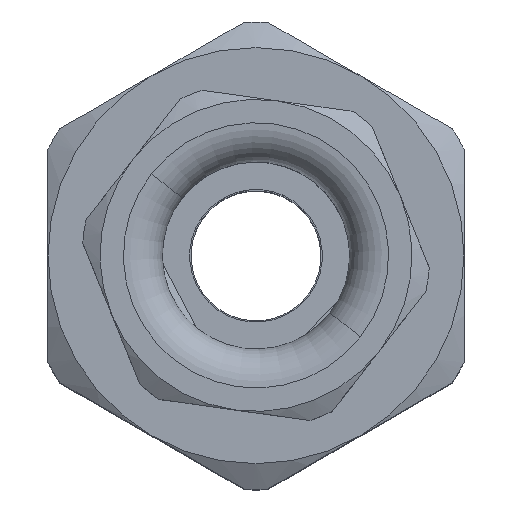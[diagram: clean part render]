
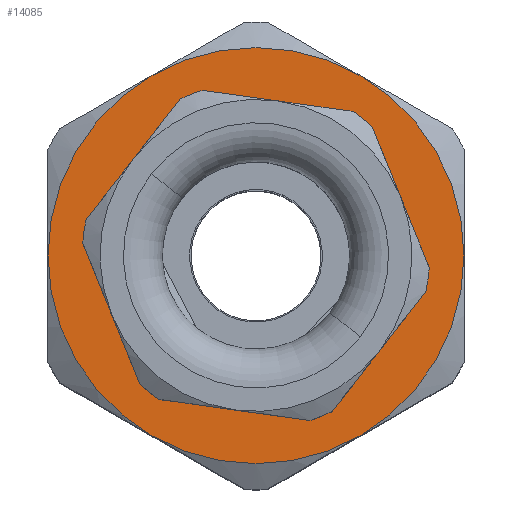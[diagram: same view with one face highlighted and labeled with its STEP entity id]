
A CAD part, top view. The second image highlights one B-rep face of the part: STEP entity #14085.
In plain terms, the highlighted planar face has unit normal (0, 0, 1).
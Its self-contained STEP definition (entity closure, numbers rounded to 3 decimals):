
#9 = CARTESIAN_POINT ( 'NONE',  ( -24.771, 4.69, 27.859 ) ) ;
#105 = AXIS2_PLACEMENT_3D ( 'NONE', #23372, #57601, #35357 ) ;
#1130 = DIRECTION ( 'NONE',  ( 0., 0., 1. ) ) ;
#1251 = DIRECTION ( 'NONE',  ( 1., 0., 0. ) ) ;
#1423 = EDGE_CURVE ( 'NONE', #47249, #44739, #1767, .T. ) ;
#1767 = CIRCLE ( 'NONE', #11027, 16. ) ;
#1776 = AXIS2_PLACEMENT_3D ( 'NONE', #18053, #1130, #14535 ) ;
#2739 = EDGE_CURVE ( 'NONE', #22480, #48624, #11060, .T. ) ;
#2839 = CIRCLE ( 'NONE', #42035, 16. ) ;
#3174 = CIRCLE ( 'NONE', #33957, 11.5 ) ;
#3437 = CARTESIAN_POINT ( 'NONE',  ( -40.771, 32.403, 27.859 ) ) ;
#3895 = DIRECTION ( 'NONE',  ( 1., 0., 0. ) ) ;
#3944 = CARTESIAN_POINT ( 'NONE',  ( -48.771, 18.546, 27.859 ) ) ;
#5352 = FACE_BOUND ( 'NONE', #45972, .T. ) ;
#6355 = DIRECTION ( 'NONE',  ( 0., 0., 1. ) ) ;
#7914 = DIRECTION ( 'NONE',  ( 0., 0., -1. ) ) ;
#8471 = ORIENTED_EDGE ( 'NONE', *, *, #8699, .T. ) ;
#8699 = EDGE_CURVE ( 'NONE', #44739, #46343, #39911, .T. ) ;
#9132 = CARTESIAN_POINT ( 'NONE',  ( -32.771, 18.546, 27.859 ) ) ;
#10833 = CARTESIAN_POINT ( 'NONE',  ( -32.771, 18.546, 27.859 ) ) ;
#11027 = AXIS2_PLACEMENT_3D ( 'NONE', #46426, #6355, #28268 ) ;
#11060 = CIRCLE ( 'NONE', #31639, 11.5 ) ;
#11844 = EDGE_LOOP ( 'NONE', ( #33285, #12667, #56813, #51624, #53112, #8471 ) ) ;
#12667 = ORIENTED_EDGE ( 'NONE', *, *, #32713, .T. ) ;
#13071 = AXIS2_PLACEMENT_3D ( 'NONE', #9132, #44828, #54186 ) ;
#14085 = ADVANCED_FACE ( 'NONE', ( #5352, #40135 ), #26960, .T. ) ;
#14535 = DIRECTION ( 'NONE',  ( 1., 0., 0. ) ) ;
#14718 = AXIS2_PLACEMENT_3D ( 'NONE', #50747, #23245, #32001 ) ;
#15268 = EDGE_CURVE ( 'NONE', #41356, #23669, #53311, .T. ) ;
#15934 = AXIS2_PLACEMENT_3D ( 'NONE', #10833, #41287, #1251 ) ;
#16173 = CARTESIAN_POINT ( 'NONE',  ( -32.771, 18.546, 27.859 ) ) ;
#16660 = CIRCLE ( 'NONE', #1776, 16. ) ;
#17276 = CARTESIAN_POINT ( 'NONE',  ( -40.771, 4.69, 27.859 ) ) ;
#18053 = CARTESIAN_POINT ( 'NONE',  ( -32.771, 18.546, 27.859 ) ) ;
#18186 = DIRECTION ( 'NONE',  ( 0., 0., 1. ) ) ;
#21842 = ORIENTED_EDGE ( 'NONE', *, *, #2739, .T. ) ;
#22480 = VERTEX_POINT ( 'NONE', #49896 ) ;
#23245 = DIRECTION ( 'NONE',  ( 0., 0., 1. ) ) ;
#23372 = CARTESIAN_POINT ( 'NONE',  ( -32.771, 18.546, 27.859 ) ) ;
#23669 = VERTEX_POINT ( 'NONE', #3437 ) ;
#26960 = PLANE ( 'NONE',  #13071 ) ;
#28268 = DIRECTION ( 'NONE',  ( 1., 0., 0. ) ) ;
#29610 = DIRECTION ( 'NONE',  ( 0., 0., -1. ) ) ;
#30720 = EDGE_CURVE ( 'NONE', #46343, #33232, #2839, .T. ) ;
#31639 = AXIS2_PLACEMENT_3D ( 'NONE', #16173, #29610, #3895 ) ;
#32001 = DIRECTION ( 'NONE',  ( 1., 0., 0. ) ) ;
#32713 = EDGE_CURVE ( 'NONE', #33232, #41356, #33660, .T. ) ;
#33232 = VERTEX_POINT ( 'NONE', #36319 ) ;
#33285 = ORIENTED_EDGE ( 'NONE', *, *, #30720, .T. ) ;
#33660 = CIRCLE ( 'NONE', #105, 16. ) ;
#33957 = AXIS2_PLACEMENT_3D ( 'NONE', #38899, #7914, #40579 ) ;
#35357 = DIRECTION ( 'NONE',  ( 1., 0., 0. ) ) ;
#35735 = DIRECTION ( 'NONE',  ( 1., 0., 0. ) ) ;
#36319 = CARTESIAN_POINT ( 'NONE',  ( -16.771, 18.546, 27.859 ) ) ;
#37338 = CARTESIAN_POINT ( 'NONE',  ( -24.771, 32.403, 27.859 ) ) ;
#38899 = CARTESIAN_POINT ( 'NONE',  ( -32.771, 18.546, 27.859 ) ) ;
#39822 = CARTESIAN_POINT ( 'NONE',  ( -32.771, 18.546, 27.859 ) ) ;
#39911 = CIRCLE ( 'NONE', #14718, 16. ) ;
#40135 = FACE_OUTER_BOUND ( 'NONE', #11844, .T. ) ;
#40579 = DIRECTION ( 'NONE',  ( 1., 0., 0. ) ) ;
#41287 = DIRECTION ( 'NONE',  ( 0., 0., 1. ) ) ;
#41356 = VERTEX_POINT ( 'NONE', #37338 ) ;
#42035 = AXIS2_PLACEMENT_3D ( 'NONE', #39822, #18186, #35735 ) ;
#43716 = ORIENTED_EDGE ( 'NONE', *, *, #52111, .T. ) ;
#44739 = VERTEX_POINT ( 'NONE', #17276 ) ;
#44828 = DIRECTION ( 'NONE',  ( 0., 0., 1. ) ) ;
#44953 = CARTESIAN_POINT ( 'NONE',  ( -44.271, 18.546, 27.859 ) ) ;
#45972 = EDGE_LOOP ( 'NONE', ( #21842, #43716 ) ) ;
#46343 = VERTEX_POINT ( 'NONE', #9 ) ;
#46426 = CARTESIAN_POINT ( 'NONE',  ( -32.771, 18.546, 27.859 ) ) ;
#47249 = VERTEX_POINT ( 'NONE', #3944 ) ;
#48624 = VERTEX_POINT ( 'NONE', #44953 ) ;
#49896 = CARTESIAN_POINT ( 'NONE',  ( -21.271, 18.546, 27.859 ) ) ;
#50747 = CARTESIAN_POINT ( 'NONE',  ( -32.771, 18.546, 27.859 ) ) ;
#51624 = ORIENTED_EDGE ( 'NONE', *, *, #57762, .T. ) ;
#52111 = EDGE_CURVE ( 'NONE', #48624, #22480, #3174, .T. ) ;
#53112 = ORIENTED_EDGE ( 'NONE', *, *, #1423, .T. ) ;
#53311 = CIRCLE ( 'NONE', #15934, 16. ) ;
#54186 = DIRECTION ( 'NONE',  ( 1., 0., 0. ) ) ;
#56813 = ORIENTED_EDGE ( 'NONE', *, *, #15268, .T. ) ;
#57601 = DIRECTION ( 'NONE',  ( 0., 0., 1. ) ) ;
#57762 = EDGE_CURVE ( 'NONE', #23669, #47249, #16660, .T. ) ;
